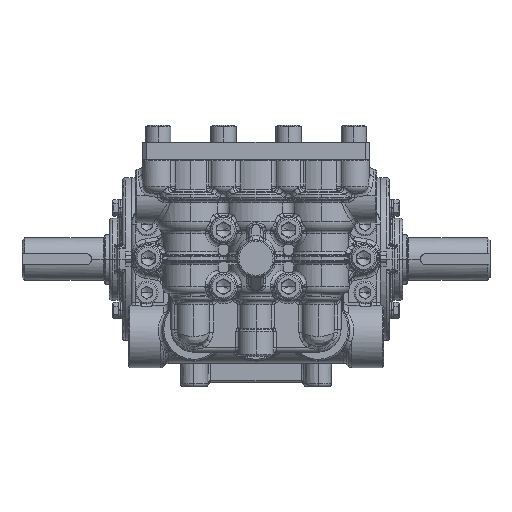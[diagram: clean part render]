
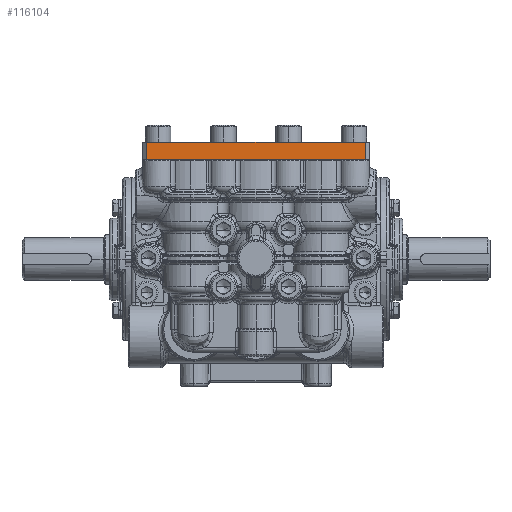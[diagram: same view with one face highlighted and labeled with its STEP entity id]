
A CAD part, top view. The second image highlights one B-rep face of the part: STEP entity #116104.
In plain terms, the highlighted planar face has unit normal (0, 0, 1).
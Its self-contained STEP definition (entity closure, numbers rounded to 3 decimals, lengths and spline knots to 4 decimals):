
#6315 = ORIENTED_EDGE ( 'NONE', *, *, #107976, .F. ) ;
#8065 = CARTESIAN_POINT ( 'NONE',  ( -3.0315, 3.2283, 12.9724 ) ) ;
#8738 = DIRECTION ( 'NONE',  ( 0., 1., 0. ) ) ;
#9405 = ORIENTED_EDGE ( 'NONE', *, *, #18482, .T. ) ;
#15611 = DIRECTION ( 'NONE',  ( 0., -1., 0. ) ) ;
#16723 = VECTOR ( 'NONE', #58798, 39.3701 ) ;
#16953 = CARTESIAN_POINT ( 'NONE',  ( -3.1496, 3.2283, 12.9724 ) ) ;
#17420 = DIRECTION ( 'NONE',  ( -1., 0., 0. ) ) ;
#18482 = EDGE_CURVE ( 'NONE', #23286, #45394, #126074, .T. ) ;
#23286 = VERTEX_POINT ( 'NONE', #77788 ) ;
#24889 = CARTESIAN_POINT ( 'NONE',  ( -3.0315, 3.2283, 12.9724 ) ) ;
#34851 = DIRECTION ( 'NONE',  ( 1., 0., 0. ) ) ;
#45394 = VERTEX_POINT ( 'NONE', #110289 ) ;
#47920 = EDGE_LOOP ( 'NONE', ( #6315, #96355, #133760, #9405 ) ) ;
#48481 = EDGE_CURVE ( 'NONE', #114999, #67986, #110884, .T. ) ;
#48544 = FACE_OUTER_BOUND ( 'NONE', #47920, .T. ) ;
#55909 = CARTESIAN_POINT ( 'NONE',  ( -3.0315, 2.7559, 12.9724 ) ) ;
#56289 = CARTESIAN_POINT ( 'NONE',  ( -3.1496, 3.2283, 12.9724 ) ) ;
#58798 = DIRECTION ( 'NONE',  ( 1., 0., 0. ) ) ;
#66015 = VECTOR ( 'NONE', #8738, 39.3701 ) ;
#67096 = AXIS2_PLACEMENT_3D ( 'NONE', #16953, #81217, #17420 ) ;
#67986 = VERTEX_POINT ( 'NONE', #55909 ) ;
#72521 = CARTESIAN_POINT ( 'NONE',  ( 3.0315, 3.2283, 12.9724 ) ) ;
#77788 = CARTESIAN_POINT ( 'NONE',  ( 3.0315, 2.7559, 12.9724 ) ) ;
#79082 = LINE ( 'NONE', #56289, #103983 ) ;
#81217 = DIRECTION ( 'NONE',  ( 0., 0., -1. ) ) ;
#89296 = EDGE_CURVE ( 'NONE', #67986, #23286, #98372, .T. ) ;
#96355 = ORIENTED_EDGE ( 'NONE', *, *, #48481, .T. ) ;
#98372 = LINE ( 'NONE', #122657, #16723 ) ;
#103983 = VECTOR ( 'NONE', #34851, 39.3701 ) ;
#104135 = VECTOR ( 'NONE', #15611, 39.3701 ) ;
#107976 = EDGE_CURVE ( 'NONE', #114999, #45394, #79082, .T. ) ;
#110289 = CARTESIAN_POINT ( 'NONE',  ( 3.0315, 3.2283, 12.9724 ) ) ;
#110884 = LINE ( 'NONE', #24889, #104135 ) ;
#114999 = VERTEX_POINT ( 'NONE', #8065 ) ;
#116104 = ADVANCED_FACE ( 'NONE', ( #48544 ), #123647, .F. ) ;
#122657 = CARTESIAN_POINT ( 'NONE',  ( -3.1496, 2.7559, 12.9724 ) ) ;
#123647 = PLANE ( 'NONE',  #67096 ) ;
#126074 = LINE ( 'NONE', #72521, #66015 ) ;
#133760 = ORIENTED_EDGE ( 'NONE', *, *, #89296, .T. ) ;
